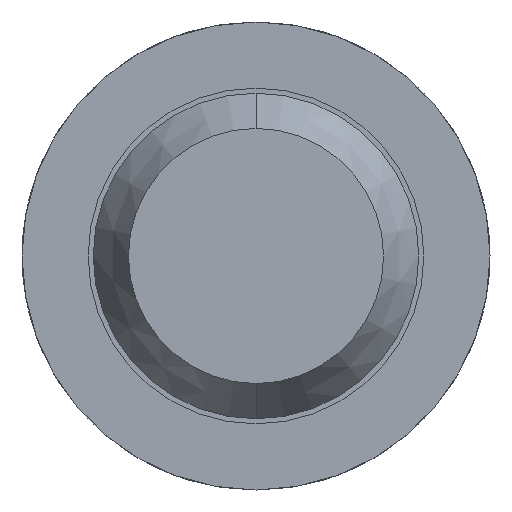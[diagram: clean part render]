
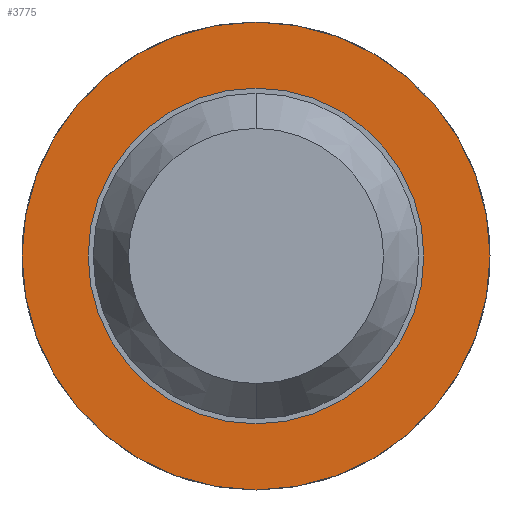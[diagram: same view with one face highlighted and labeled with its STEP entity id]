
A CAD part, front view. The second image highlights one B-rep face of the part: STEP entity #3775.
In plain terms, the highlighted planar face has unit normal (0, -1, 0).
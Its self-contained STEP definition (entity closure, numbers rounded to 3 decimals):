
#137 = EDGE_LOOP ( 'NONE', ( #2393, #2461 ) ) ;
#193 = VERTEX_POINT ( 'NONE', #4020 ) ;
#203 = VERTEX_POINT ( 'NONE', #1480 ) ;
#341 = DIRECTION ( 'NONE',  ( 0., 0., 1. ) ) ;
#360 = ORIENTED_EDGE ( 'NONE', *, *, #668, .T. ) ;
#518 = AXIS2_PLACEMENT_3D ( 'NONE', #1467, #2429, #2410 ) ;
#668 = EDGE_CURVE ( 'Defeature ausgef�hrt1_13+Defeature ausgef�hrt1_12+Defeature ausgef�hrt1_12+Defeature ausgef�hrt1_12', #193, #203, #2044, .T. ) ;
#795 = CARTESIAN_POINT ( 'NONE',  ( 0., -1.7, 0. ) ) ;
#828 = CARTESIAN_POINT ( 'NONE',  ( 0., -1.7, 0. ) ) ;
#903 = CIRCLE ( 'NONE', #2622, 1.15 ) ;
#1180 = EDGE_CURVE ( 'Defeature ausgef�hrt1_6+Defeature ausgef�hrt1_13+Defeature ausgef�hrt1_13+Defeature ausgef�hrt1_13', #3240, #4014, #903, .T. ) ;
#1220 = CARTESIAN_POINT ( 'NONE',  ( 0., -1.7, 1.15 ) ) ;
#1283 = FACE_OUTER_BOUND ( 'NONE', #137, .T. ) ;
#1312 = CIRCLE ( 'NONE', #518, 1.15 ) ;
#1347 = FACE_BOUND ( 'NONE', #3751, .T. ) ;
#1467 = CARTESIAN_POINT ( 'NONE',  ( 0., -1.7, 0. ) ) ;
#1480 = CARTESIAN_POINT ( 'NONE',  ( 0., -1.7, -0.825 ) ) ;
#1589 = EDGE_CURVE ( 'Defeature ausgef�hrt1_13+Defeature ausgef�hrt1_12+Defeature ausgef�hrt1_12+Defeature ausgef�hrt1_12', #203, #193, #3886, .T. ) ;
#1650 = DIRECTION ( 'NONE',  ( 0., 1., 0. ) ) ;
#1962 = AXIS2_PLACEMENT_3D ( 'NONE', #828, #3366, #3303 ) ;
#2044 = CIRCLE ( 'NONE', #2702, 0.825 ) ;
#2189 = AXIS2_PLACEMENT_3D ( 'NONE', #2692, #3883, #341 ) ;
#2311 = ORIENTED_EDGE ( 'NONE', *, *, #1589, .T. ) ;
#2393 = ORIENTED_EDGE ( 'NONE', *, *, #3981, .F. ) ;
#2410 = DIRECTION ( 'NONE',  ( 0., 0., 1. ) ) ;
#2429 = DIRECTION ( 'NONE',  ( 0., 1., 0. ) ) ;
#2461 = ORIENTED_EDGE ( 'NONE', *, *, #1180, .F. ) ;
#2622 = AXIS2_PLACEMENT_3D ( 'NONE', #795, #2994, #4013 ) ;
#2692 = CARTESIAN_POINT ( 'NONE',  ( 0.825, -1.7, 0. ) ) ;
#2702 = AXIS2_PLACEMENT_3D ( 'NONE', #3582, #1650, #3600 ) ;
#2834 = CARTESIAN_POINT ( 'NONE',  ( 0., -1.7, -1.15 ) ) ;
#2994 = DIRECTION ( 'NONE',  ( 0., 1., 0. ) ) ;
#3196 = PLANE ( 'NONE',  #2189 ) ;
#3240 = VERTEX_POINT ( 'NONE', #2834 ) ;
#3303 = DIRECTION ( 'NONE',  ( 0., 0., 1. ) ) ;
#3366 = DIRECTION ( 'NONE',  ( 0., 1., 0. ) ) ;
#3582 = CARTESIAN_POINT ( 'NONE',  ( 0., -1.7, 0. ) ) ;
#3600 = DIRECTION ( 'NONE',  ( 0., 0., 1. ) ) ;
#3751 = EDGE_LOOP ( 'NONE', ( #360, #2311 ) ) ;
#3775 = ADVANCED_FACE ( 'Defeature ausgef�hrt1_13', ( #1283, #1347 ), #3196, .F. ) ;
#3883 = DIRECTION ( 'NONE',  ( 0., 1., 0. ) ) ;
#3886 = CIRCLE ( 'NONE', #1962, 0.825 ) ;
#3981 = EDGE_CURVE ( 'Defeature ausgef�hrt1_6+Defeature ausgef�hrt1_13+Defeature ausgef�hrt1_13+Defeature ausgef�hrt1_13', #4014, #3240, #1312, .T. ) ;
#4013 = DIRECTION ( 'NONE',  ( 0., 0., 1. ) ) ;
#4014 = VERTEX_POINT ( 'NONE', #1220 ) ;
#4020 = CARTESIAN_POINT ( 'NONE',  ( 0., -1.7, 0.825 ) ) ;
